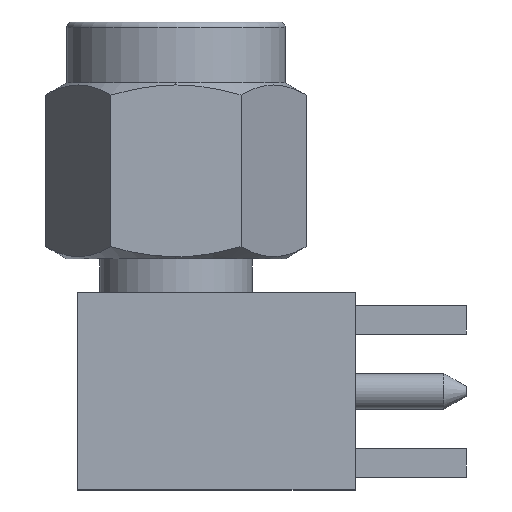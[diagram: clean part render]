
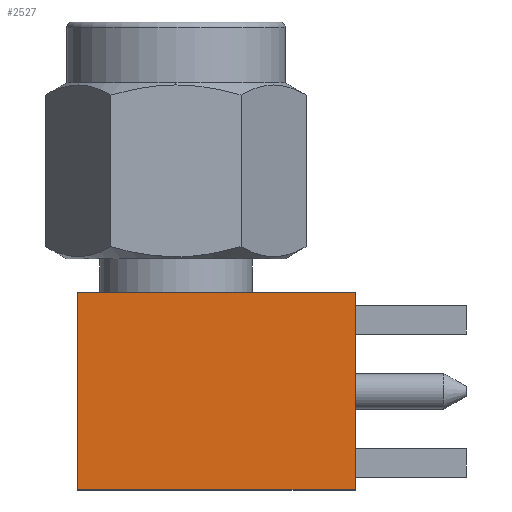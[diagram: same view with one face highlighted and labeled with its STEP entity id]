
A CAD part, left-side view. The second image highlights one B-rep face of the part: STEP entity #2527.
In plain terms, the highlighted planar face has unit normal (-1, 0, 0).
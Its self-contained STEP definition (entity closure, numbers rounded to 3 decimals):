
#287 = VERTEX_POINT ( 'NONE', #1199 ) ;
#417 = EDGE_LOOP ( 'NONE', ( #1417, #3236, #967, #3167 ) ) ;
#449 = CARTESIAN_POINT ( 'NONE',  ( -3.5, 0., 3.5 ) ) ;
#483 = EDGE_CURVE ( 'NONE', #287, #3058, #685, .T. ) ;
#592 = DIRECTION ( 'NONE',  ( 1., 0., 0. ) ) ;
#597 = VECTOR ( 'NONE', #2425, 1000. ) ;
#685 = LINE ( 'NONE', #2536, #890 ) ;
#693 = CARTESIAN_POINT ( 'NONE',  ( -3.5, 0., -3.5 ) ) ;
#890 = VECTOR ( 'NONE', #2999, 1000. ) ;
#967 = ORIENTED_EDGE ( 'NONE', *, *, #2546, .F. ) ;
#1199 = CARTESIAN_POINT ( 'NONE',  ( -3.5, 9.86, -3.5 ) ) ;
#1210 = VERTEX_POINT ( 'NONE', #3376 ) ;
#1352 = EDGE_CURVE ( 'NONE', #1210, #3336, #2265, .T. ) ;
#1367 = DIRECTION ( 'NONE',  ( 0., 0., -1. ) ) ;
#1382 = LINE ( 'NONE', #1633, #597 ) ;
#1417 = ORIENTED_EDGE ( 'NONE', *, *, #1843, .T. ) ;
#1548 = VECTOR ( 'NONE', #2530, 1000. ) ;
#1625 = CARTESIAN_POINT ( 'NONE',  ( -3.5, 0., 3.5 ) ) ;
#1633 = CARTESIAN_POINT ( 'NONE',  ( -3.5, 9.86, 3.5 ) ) ;
#1718 = FACE_OUTER_BOUND ( 'NONE', #417, .T. ) ;
#1761 = VECTOR ( 'NONE', #1896, 1000. ) ;
#1843 = EDGE_CURVE ( 'NONE', #3058, #3336, #2799, .T. ) ;
#1896 = DIRECTION ( 'NONE',  ( 0., 0., 1. ) ) ;
#2225 = CARTESIAN_POINT ( 'NONE',  ( -3.5, 9.86, 3.5 ) ) ;
#2265 = LINE ( 'NONE', #2225, #1548 ) ;
#2425 = DIRECTION ( 'NONE',  ( 0., 0., 1. ) ) ;
#2527 = ADVANCED_FACE ( 'NONE', ( #1718 ), #2899, .F. ) ;
#2530 = DIRECTION ( 'NONE',  ( 0., -1., 0. ) ) ;
#2536 = CARTESIAN_POINT ( 'NONE',  ( -3.5, 9.86, -3.5 ) ) ;
#2546 = EDGE_CURVE ( 'NONE', #287, #1210, #1382, .T. ) ;
#2799 = LINE ( 'NONE', #1625, #1761 ) ;
#2899 = PLANE ( 'NONE',  #3127 ) ;
#2999 = DIRECTION ( 'NONE',  ( 0., -1., 0. ) ) ;
#3058 = VERTEX_POINT ( 'NONE', #693 ) ;
#3127 = AXIS2_PLACEMENT_3D ( 'NONE', #3149, #592, #1367 ) ;
#3149 = CARTESIAN_POINT ( 'NONE',  ( -3.5, 9.86, 3.5 ) ) ;
#3167 = ORIENTED_EDGE ( 'NONE', *, *, #483, .T. ) ;
#3236 = ORIENTED_EDGE ( 'NONE', *, *, #1352, .F. ) ;
#3336 = VERTEX_POINT ( 'NONE', #449 ) ;
#3376 = CARTESIAN_POINT ( 'NONE',  ( -3.5, 9.86, 3.5 ) ) ;
